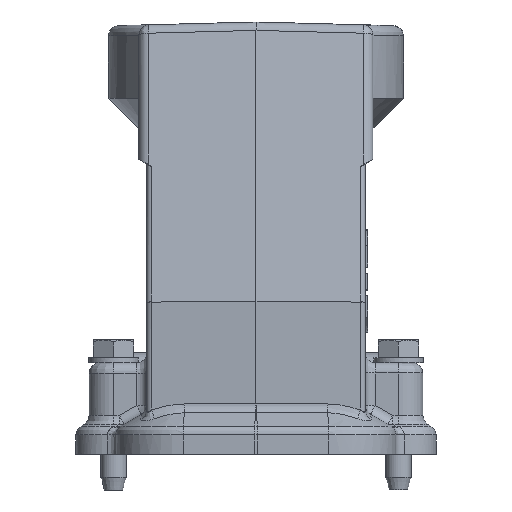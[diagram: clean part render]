
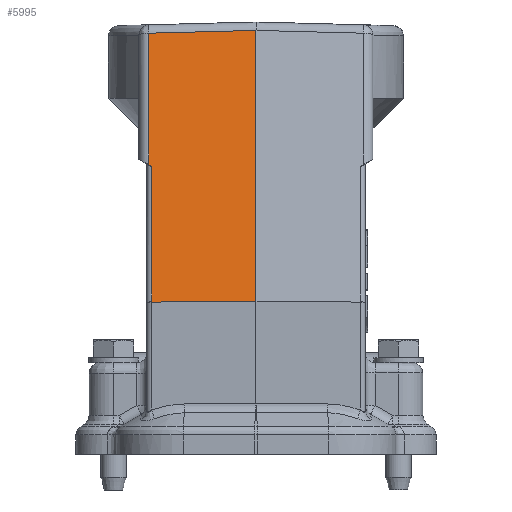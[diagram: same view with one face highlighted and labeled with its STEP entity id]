
A CAD part, left-side view. The second image highlights one B-rep face of the part: STEP entity #5995.
In plain terms, the highlighted planar face has unit normal (-0.985, 0.026, 0.174).
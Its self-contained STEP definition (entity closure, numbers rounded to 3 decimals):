
#5995=ADVANCED_FACE('',(#6965),#6439,.T.);
#6439=PLANE('',#17454);
#6965=FACE_OUTER_BOUND('',#7683,.T.);
#7683=EDGE_LOOP('',(#10463,#10464,#10465,#10466,#10467,#10468));
#10463=ORIENTED_EDGE('',*,*,#14025,.T.);
#10464=ORIENTED_EDGE('',*,*,#14024,.T.);
#10465=ORIENTED_EDGE('',*,*,#14020,.T.);
#10466=ORIENTED_EDGE('',*,*,#13675,.T.);
#10467=ORIENTED_EDGE('',*,*,#13681,.F.);
#10468=ORIENTED_EDGE('',*,*,#14026,.F.);
#12355=VERTEX_POINT('',#27979);
#12358=VERTEX_POINT('',#27989);
#12363=VERTEX_POINT('',#28010);
#12560=VERTEX_POINT('',#31223);
#12561=VERTEX_POINT('',#31248);
#12563=VERTEX_POINT('',#31254);
#13675=EDGE_CURVE('',#12355,#12358,#15005,.T.);
#13681=EDGE_CURVE('',#12363,#12358,#15009,.T.);
#14020=EDGE_CURVE('',#12560,#12355,#15144,.T.);
#14024=EDGE_CURVE('',#12561,#12560,#15146,.T.);
#14025=EDGE_CURVE('',#12563,#12561,#15147,.T.);
#14026=EDGE_CURVE('',#12563,#12363,#15148,.T.);
#15005=LINE('',#27990,#15810);
#15009=LINE('',#28011,#15814);
#15144=LINE('',#31222,#15949);
#15146=LINE('',#31251,#15951);
#15147=LINE('',#31253,#15952);
#15148=LINE('',#31255,#15953);
#15810=VECTOR('',#19025,1.);
#15814=VECTOR('',#19033,1.);
#15949=VECTOR('',#19524,1.);
#15951=VECTOR('',#19530,1.);
#15952=VECTOR('',#19533,1.);
#15953=VECTOR('',#19534,1.);
#17454=AXIS2_PLACEMENT_3D('',#31256,#19535,#19536);
#19025=DIRECTION('',(-0.174,0.,-0.985));
#19033=DIRECTION('',(0.026,1.,-0.002));
#19524=DIRECTION('',(-0.111,-0.861,-0.497));
#19530=DIRECTION('',(-0.174,0.,-0.985));
#19533=DIRECTION('',(0.022,0.999,-0.026));
#19534=DIRECTION('',(-0.174,0.,-0.985));
#19535=DIRECTION('',(-0.984,0.026,0.174));
#19536=DIRECTION('',(0.174,0.,0.985));
#27979=CARTESIAN_POINT('',(-54.769,20.526,45.372));
#27989=CARTESIAN_POINT('',(-59.463,20.526,18.753));
#27990=CARTESIAN_POINT('',(-54.769,20.526,45.372));
#28010=CARTESIAN_POINT('',(-60.,0.,18.8));
#28011=CARTESIAN_POINT('',(-60.,0.,18.8));
#31222=CARTESIAN_POINT('',(-54.701,21.052,45.676));
#31223=CARTESIAN_POINT('',(-54.701,21.052,45.676));
#31248=CARTESIAN_POINT('',(-50.131,21.052,71.597));
#31251=CARTESIAN_POINT('',(-50.131,21.052,71.597));
#31253=CARTESIAN_POINT('',(-50.593,0.,72.148));
#31254=CARTESIAN_POINT('',(-50.593,0.,72.148));
#31255=CARTESIAN_POINT('',(-50.593,0.,72.148));
#31256=CARTESIAN_POINT('',(-60.023,0.,18.67));
